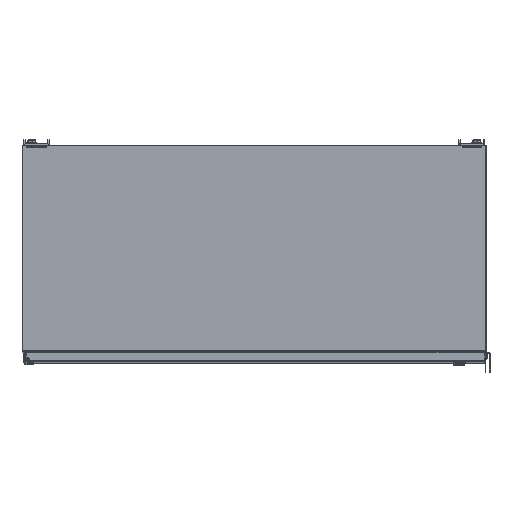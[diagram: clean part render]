
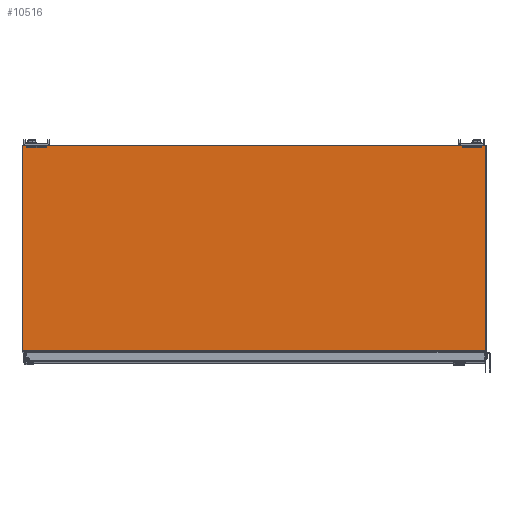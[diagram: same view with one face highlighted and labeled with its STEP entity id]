
A CAD part, top view. The second image highlights one B-rep face of the part: STEP entity #10516.
In plain terms, the highlighted planar face has unit normal (0, 0, 1).
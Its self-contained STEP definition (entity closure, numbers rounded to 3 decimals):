
#10516 = ADVANCED_FACE( '', ( #21094 ), #21095, .T. );
#21094 = FACE_OUTER_BOUND( '', #62470, .T. );
#21095 = PLANE( '', #62471 );
#62470 = EDGE_LOOP( '', ( #94965, #94966, #94967, #94968 ) );
#62471 = AXIS2_PLACEMENT_3D( '', #94969, #94970, #94971 );
#94965 = ORIENTED_EDGE( '', *, *, #101174, .T. );
#94966 = ORIENTED_EDGE( '', *, *, #98338, .T. );
#94967 = ORIENTED_EDGE( '', *, *, #98821, .T. );
#94968 = ORIENTED_EDGE( '', *, *, #96113, .T. );
#94969 = CARTESIAN_POINT( '', ( 0., 0., 0. ) );
#94970 = DIRECTION( '', ( 0., 0., 1. ) );
#94971 = DIRECTION( '', ( 1., 0., 0. ) );
#96113 = EDGE_CURVE( '', #106571, #106572, #106573, .T. );
#98338 = EDGE_CURVE( '', #110537, #110549, #110551, .T. );
#98821 = EDGE_CURVE( '', #110549, #106571, #111342, .T. );
#101174 = EDGE_CURVE( '', #106572, #110537, #114983, .T. );
#106571 = VERTEX_POINT( '', #122268 );
#106572 = VERTEX_POINT( '', #122269 );
#106573 = LINE( '', #122270, #122271 );
#110537 = VERTEX_POINT( '', #133345 );
#110549 = VERTEX_POINT( '', #133374 );
#110551 = LINE( '', #133376, #133377 );
#111342 = LINE( '', #135264, #135265 );
#114983 = LINE( '', #144613, #144614 );
#122268 = CARTESIAN_POINT( '', ( 455.676, 202.438, 0. ) );
#122269 = CARTESIAN_POINT( '', ( -455.676, 202.438, 0. ) );
#122270 = CARTESIAN_POINT( '', ( 455.676, 202.438, 0. ) );
#122271 = VECTOR( '', #160424, 1000. );
#133345 = CARTESIAN_POINT( '', ( -455.676, -200.101, 0. ) );
#133374 = CARTESIAN_POINT( '', ( 455.676, -200.101, 0. ) );
#133376 = CARTESIAN_POINT( '', ( -455.676, -200.101, 0. ) );
#133377 = VECTOR( '', #161756, 1000. );
#135264 = CARTESIAN_POINT( '', ( 455.676, -202.438, 0. ) );
#135265 = VECTOR( '', #162119, 1000. );
#144613 = CARTESIAN_POINT( '', ( -455.676, 202.438, 0. ) );
#144614 = VECTOR( '', #163764, 1000. );
#160424 = DIRECTION( '', ( -1., 0., 0. ) );
#161756 = DIRECTION( '', ( 1., 0., 0. ) );
#162119 = DIRECTION( '', ( 0., 1., 0. ) );
#163764 = DIRECTION( '', ( 0., -1., 0. ) );
